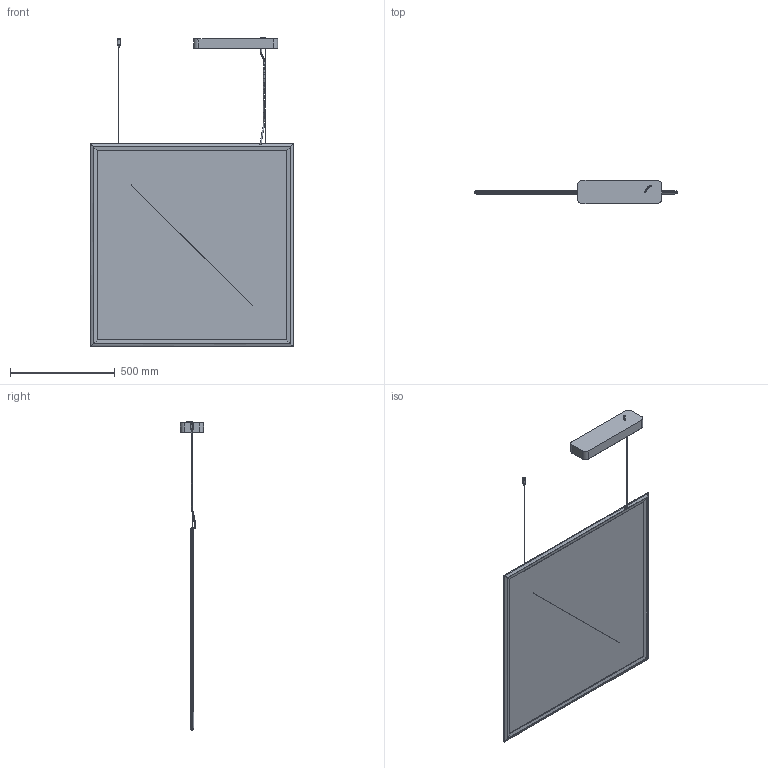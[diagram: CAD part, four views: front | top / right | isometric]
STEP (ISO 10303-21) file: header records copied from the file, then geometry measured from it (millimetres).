
FILE_DESCRIPTION(/* description */ (''),/* implementation_level */ '2;1');
FILE_NAME(/* name */ 'Discovery Dialogue',/* time_stamp */ '2025-02-18T10:59:29+01:00',/* author */ (''),/* organization */ (''),/* preprocessor_version */ 'ST-DEVELOPER v16.5',/* originating_system */ 'Rhino 7.38',/* authorisation */ '');
FILE_SCHEMA (('AUTOMOTIVE_DESIGN'));
Length unit declared in the file: millimetre
Products named in the file (3): Document; Blocco 41; Blocco 53
Assembly tree (2 placements, depth 2):
  Document
    Blocco 41
    Blocco 53
Bounding box: 970.05 x 110.12 x 1476.59 mm (x, y, z)
Volume: 3798778.9 mm3; surface area: 2228851 mm2
Topology: 2 solids, 45 shells, 296 faces, 756 edges, 489 vertices
Faces by surface type: bspline 190, plane 59, cylinder 47
Entity records: 16643 total; most frequent: CARTESIAN_POINT 10264, ORIENTED_EDGE 1330, EDGE_CURVE 752, VERTEX_POINT 486, EDGE_LOOP 304, ADVANCED_FACE 293, FACE_OUTER_BOUND 293, COLOUR_RGB 263
